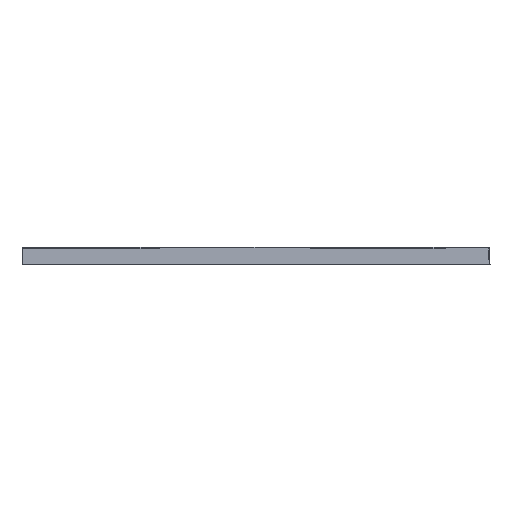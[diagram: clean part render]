
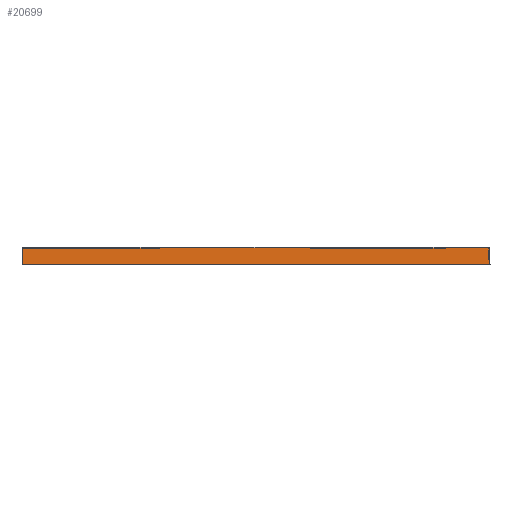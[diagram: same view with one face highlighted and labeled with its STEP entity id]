
A CAD part, top view. The second image highlights one B-rep face of the part: STEP entity #20699.
In plain terms, the highlighted planar face has unit normal (0, 0.035, 0.999).
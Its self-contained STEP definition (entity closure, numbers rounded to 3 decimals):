
#1=CARTESIAN_POINT('',(-500.,-2.001,536.173));
#2=CARTESIAN_POINT('',(-490.661,-2.007,536.173));
#3=CARTESIAN_POINT('',(-453.994,-2.027,536.174));
#4=CARTESIAN_POINT('',(-417.328,-2.039,536.174));
#5=CARTESIAN_POINT('',(-390.,-2.039,536.174));
#7=DIRECTION('',(1.,0.,0.));
#8=VECTOR('',#7,289.913);
#9=CARTESIAN_POINT('',(-390.,-2.039,536.174));
#10=LINE('',#9,#8);
#11=CARTESIAN_POINT('',(390.,-2.039,536.174));
#12=CARTESIAN_POINT('',(413.562,-2.039,536.174));
#13=CARTESIAN_POINT('',(460.322,-2.026,536.173));
#14=CARTESIAN_POINT('',(529.212,-1.984,536.172));
#15=CARTESIAN_POINT('',(574.54,-1.949,536.171));
#16=CARTESIAN_POINT('',(596.672,-1.932,536.171));
#18=DIRECTION('',(0.035,-0.999,0.035));
#19=VECTOR('',#18,38.115);
#20=CARTESIAN_POINT('',(596.672,-1.932,536.171));
#21=LINE('',#20,#19);
#22=DIRECTION('',(0.,-0.999,0.035));
#23=VECTOR('',#22,38.022);
#24=CARTESIAN_POINT('',(-500.,-2.001,536.173));
#25=LINE('',#24,#23);
#101=DIRECTION('',(1.,0.,0.));
#102=VECTOR('',#101,1098.001);
#103=CARTESIAN_POINT('',(-500.,-40.,537.5));
#104=LINE('',#103,#102);
#340=CARTESIAN_POINT('',(390.,-2.039,536.174));
#341=CARTESIAN_POINT('',(387.707,-2.039,536.174));
#342=CARTESIAN_POINT('',(383.022,-2.039,536.174));
#343=CARTESIAN_POINT('',(375.166,-2.038,536.174));
#344=CARTESIAN_POINT('',(368.091,-2.038,536.174));
#345=CARTESIAN_POINT('',(359.85,-2.037,536.174));
#346=CARTESIAN_POINT('',(352.193,-2.036,536.174));
#347=CARTESIAN_POINT('',(343.898,-2.035,536.174));
#348=CARTESIAN_POINT('',(334.925,-2.034,536.174));
#349=CARTESIAN_POINT('',(325.342,-2.032,536.174));
#350=CARTESIAN_POINT('',(316.546,-2.03,536.174));
#351=CARTESIAN_POINT('',(306.827,-2.028,536.174));
#352=CARTESIAN_POINT('',(296.16,-2.025,536.174));
#353=CARTESIAN_POINT('',(286.024,-2.022,536.174));
#354=CARTESIAN_POINT('',(275.436,-2.019,536.174));
#355=CARTESIAN_POINT('',(264.088,-2.016,536.174));
#356=CARTESIAN_POINT('',(251.998,-2.012,536.173));
#357=CARTESIAN_POINT('',(240.723,-2.009,536.173));
#358=CARTESIAN_POINT('',(228.461,-2.005,536.173));
#359=CARTESIAN_POINT('',(215.231,-2.,536.173));
#360=CARTESIAN_POINT('',(202.608,-1.996,536.173));
#361=CARTESIAN_POINT('',(189.501,-1.991,536.173));
#362=CARTESIAN_POINT('',(175.611,-1.987,536.173));
#363=CARTESIAN_POINT('',(160.949,-1.982,536.172));
#364=CARTESIAN_POINT('',(146.805,-1.977,536.172));
#365=CARTESIAN_POINT('',(131.348,-1.972,536.172));
#366=CARTESIAN_POINT('',(116.346,-1.968,536.172));
#367=CARTESIAN_POINT('',(105.575,-1.965,536.172));
#368=CARTESIAN_POINT('',(100.087,-1.964,536.172));
#399=DIRECTION('',(-1.,0.,0.));
#400=VECTOR('',#399,100.087);
#401=CARTESIAN_POINT('',(100.087,-1.964,536.172));
#402=LINE('',#401,#400);
#408=DIRECTION('',(-1.,0.,0.));
#409=VECTOR('',#408,100.087);
#410=CARTESIAN_POINT('',(0.,-1.964,
536.172));
#411=LINE('',#410,#409);
#18889=CARTESIAN_POINT('',(-500.,-2.001,536.173));
#18890=CARTESIAN_POINT('',(-500.,-40.,537.5));
#18891=VERTEX_POINT('',#18889);
#18892=VERTEX_POINT('',#18890);
#18893=VERTEX_POINT('',#5);
#18894=CARTESIAN_POINT('',(-100.087,-1.964,
536.172));
#18895=VERTEX_POINT('',#18894);
#18896=CARTESIAN_POINT('',(0.,-1.964,
536.172));
#18897=VERTEX_POINT('',#18896);
#18898=CARTESIAN_POINT('',(100.087,-1.964,
536.172));
#18899=VERTEX_POINT('',#18898);
#18900=VERTEX_POINT('',#340);
#18901=VERTEX_POINT('',#16);
#18902=CARTESIAN_POINT('',(598.001,-40.,
537.5));
#18903=VERTEX_POINT('',#18902);
#20674=CARTESIAN_POINT('',(49.001,-20.966,
536.835));
#20675=DIRECTION('',(0.,0.035,0.999));
#20676=DIRECTION('',(0.,0.999,-0.035));
#20677=AXIS2_PLACEMENT_3D('',#20674,#20675,#20676);
#20678=PLANE('',#20677);
#20680=ORIENTED_EDGE('',*,*,#20679,.F.);
#20682=ORIENTED_EDGE('',*,*,#20681,.T.);
#20684=ORIENTED_EDGE('',*,*,#20683,.T.);
#20686=ORIENTED_EDGE('',*,*,#20685,.F.);
#20688=ORIENTED_EDGE('',*,*,#20687,.F.);
#20690=ORIENTED_EDGE('',*,*,#20689,.F.);
#20692=ORIENTED_EDGE('',*,*,#20691,.T.);
#20694=ORIENTED_EDGE('',*,*,#20693,.T.);
#20696=ORIENTED_EDGE('',*,*,#20695,.F.);
#20697=EDGE_LOOP('',(#20680,#20682,#20684,#20686,#20688,#20690,#20692,#20694,
#20696));
#20698=FACE_OUTER_BOUND('',#20697,.F.);
#20699=ADVANCED_FACE('',(#20698),#20678,.T.);
#6=B_SPLINE_CURVE_WITH_KNOTS('',3,(#1,#2,#3,#4,#5),.UNSPECIFIED.,.F.,.F.,(4,1,
4),(0.,0.255,1.),.UNSPECIFIED.);
#17=B_SPLINE_CURVE_WITH_KNOTS('',3,(#11,#12,#13,#14,#15,#16),.UNSPECIFIED.,.F.,
.F.,(4,1,1,4),(0.,0.342,0.679,1.),.UNSPECIFIED.);
#369=B_SPLINE_CURVE_WITH_KNOTS('',3,(#340,#341,#342,#343,#344,#345,#346,#347,
#348,#349,#350,#351,#352,#353,#354,#355,#356,#357,#358,#359,#360,#361,#362,#363,
#364,#365,#366,#367,#368),.UNSPECIFIED.,.F.,.F.,(4,1,1,1,1,1,1,1,1,1,1,1,1,1,1,
1,1,1,1,1,1,1,1,1,1,1,4),(0.,0.038,0.077,
0.115,0.154,0.192,0.231,
0.269,0.308,0.346,0.385,
0.423,0.462,0.5,0.538,0.577,
0.615,0.654,0.692,0.731,
0.769,0.808,0.846,0.885,
0.923,0.962,1.),.UNSPECIFIED.);
#20679=EDGE_CURVE('',#18891,#18892,#25,.T.);
#20681=EDGE_CURVE('',#18891,#18893,#6,.T.);
#20683=EDGE_CURVE('',#18893,#18895,#10,.T.);
#20685=EDGE_CURVE('',#18897,#18895,#411,.T.);
#20687=EDGE_CURVE('',#18899,#18897,#402,.T.);
#20689=EDGE_CURVE('',#18900,#18899,#369,.T.);
#20691=EDGE_CURVE('',#18900,#18901,#17,.T.);
#20693=EDGE_CURVE('',#18901,#18903,#21,.T.);
#20695=EDGE_CURVE('',#18892,#18903,#104,.T.);
